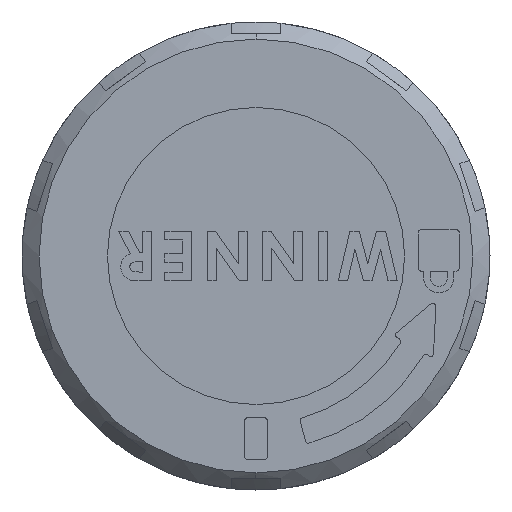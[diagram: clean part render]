
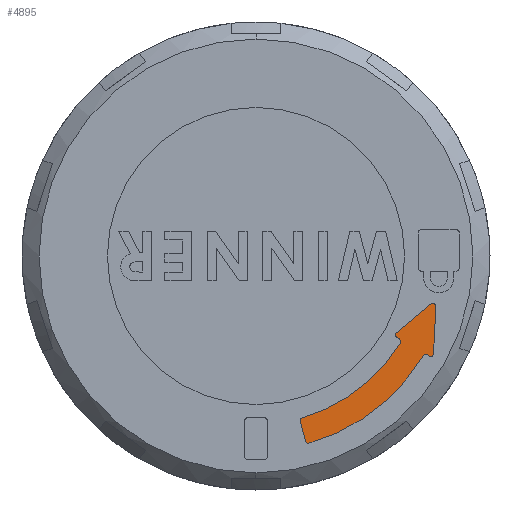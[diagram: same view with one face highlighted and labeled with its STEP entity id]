
A CAD part, left-side view. The second image highlights one B-rep face of the part: STEP entity #4895.
In plain terms, the highlighted planar face has unit normal (-1, 0, 0).
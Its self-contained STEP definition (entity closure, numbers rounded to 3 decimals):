
#89 = AXIS2_PLACEMENT_3D ( 'NONE', #2387, #8391, #11255 ) ;
#103 = DIRECTION ( 'NONE',  ( 0., 0., 1. ) ) ;
#229 = DIRECTION ( 'NONE',  ( 1., 0., 0. ) ) ;
#267 = DIRECTION ( 'NONE',  ( -1., 0., 0. ) ) ;
#671 = CARTESIAN_POINT ( 'NONE',  ( -71.74, -3.778, -14.101 ) ) ;
#678 = VERTEX_POINT ( 'NONE', #8866 ) ;
#731 = EDGE_CURVE ( 'NONE', #11859, #3830, #1646, .T. ) ;
#834 = DIRECTION ( 'NONE',  ( 0., 0.766, -0.643 ) ) ;
#953 = CARTESIAN_POINT ( 'NONE',  ( -71.74, -10.798, -6.003 ) ) ;
#1034 = EDGE_CURVE ( 'NONE', #3636, #5166, #4709, .T. ) ;
#1085 = AXIS2_PLACEMENT_3D ( 'NONE', #6381, #267, #3223 ) ;
#1095 = DIRECTION ( 'NONE',  ( -1., 0., 0. ) ) ;
#1112 = CARTESIAN_POINT ( 'NONE',  ( -71.74, -13.5, -7.458 ) ) ;
#1155 = LINE ( 'NONE', #3078, #2565 ) ;
#1312 = VERTEX_POINT ( 'NONE', #2873 ) ;
#1545 = DIRECTION ( 'NONE',  ( 0., 0., 1. ) ) ;
#1585 = CIRCLE ( 'NONE', #2669, 0.2 ) ;
#1590 = LINE ( 'NONE', #6774, #2849 ) ;
#1646 = CIRCLE ( 'NONE', #6503, 0.25 ) ;
#1665 = ORIENTED_EDGE ( 'NONE', *, *, #11409, .T. ) ;
#1674 = EDGE_CURVE ( 'NONE', #5992, #3636, #8311, .T. ) ;
#1702 = EDGE_CURVE ( 'NONE', #9904, #678, #9237, .T. ) ;
#1771 = AXIS2_PLACEMENT_3D ( 'NONE', #3178, #1095, #103 ) ;
#1789 = CARTESIAN_POINT ( 'NONE',  ( -71.74, -3.364, -12.556 ) ) ;
#1830 = DIRECTION ( 'NONE',  ( 0., -0.052, 0.999 ) ) ;
#2096 = ORIENTED_EDGE ( 'NONE', *, *, #4630, .T. ) ;
#2205 = VECTOR ( 'NONE', #1830, 1000. ) ;
#2302 = DIRECTION ( 'NONE',  ( -1., 0., 0. ) ) ;
#2366 = CARTESIAN_POINT ( 'NONE',  ( -71.74, -12.907, -7.74 ) ) ;
#2387 = CARTESIAN_POINT ( 'NONE',  ( -71.74, -13.438, -3.853 ) ) ;
#2390 = EDGE_CURVE ( 'NONE', #4545, #11859, #4238, .T. ) ;
#2425 = EDGE_CURVE ( 'NONE', #9112, #3918, #6246, .T. ) ;
#2565 = VECTOR ( 'NONE', #9941, 1000. ) ;
#2572 = VERTEX_POINT ( 'NONE', #5553 ) ;
#2589 = EDGE_CURVE ( 'NONE', #2572, #3374, #1155, .T. ) ;
#2669 = AXIS2_PLACEMENT_3D ( 'NONE', #11555, #7703, #5599 ) ;
#2688 = AXIS2_PLACEMENT_3D ( 'NONE', #2366, #229, #6236 ) ;
#2849 = VECTOR ( 'NONE', #834, 1000. ) ;
#2873 = CARTESIAN_POINT ( 'NONE',  ( -71.74, -10.67, -5.85 ) ) ;
#2876 = ORIENTED_EDGE ( 'NONE', *, *, #731, .T. ) ;
#3078 = CARTESIAN_POINT ( 'NONE',  ( -71.74, -10.698, -6.177 ) ) ;
#3178 = CARTESIAN_POINT ( 'NONE',  ( -71.74, -13.438, -3.853 ) ) ;
#3223 = DIRECTION ( 'NONE',  ( 0., 0., 1. ) ) ;
#3374 = VERTEX_POINT ( 'NONE', #6486 ) ;
#3543 = CIRCLE ( 'NONE', #3748, 0.2 ) ;
#3636 = VERTEX_POINT ( 'NONE', #6471 ) ;
#3674 = AXIS2_PLACEMENT_3D ( 'NONE', #10267, #2302, #9182 ) ;
#3748 = AXIS2_PLACEMENT_3D ( 'NONE', #953, #9034, #10017 ) ;
#3795 = VERTEX_POINT ( 'NONE', #6482 ) ;
#3830 = VERTEX_POINT ( 'NONE', #10042 ) ;
#3918 = VERTEX_POINT ( 'NONE', #1112 ) ;
#3947 = DIRECTION ( 'NONE',  ( 0., 0., -1. ) ) ;
#4132 = AXIS2_PLACEMENT_3D ( 'NONE', #9429, #11453, #1545 ) ;
#4186 = CIRCLE ( 'NONE', #89, 0.25 ) ;
#4214 = DIRECTION ( 'NONE',  ( 0., -0.866, -0.5 ) ) ;
#4238 = CIRCLE ( 'NONE', #2688, 0.25 ) ;
#4545 = VERTEX_POINT ( 'NONE', #10220 ) ;
#4630 = EDGE_CURVE ( 'NONE', #12316, #12214, #1585, .T. ) ;
#4709 = CIRCLE ( 'NONE', #3674, 0.2 ) ;
#4809 = CARTESIAN_POINT ( 'NONE',  ( -71.74, -12.907, -7.74 ) ) ;
#4895 = ADVANCED_FACE ( 'NONE', ( #8747 ), #12270, .T. ) ;
#5089 = AXIS2_PLACEMENT_3D ( 'NONE', #6898, #8913, #3947 ) ;
#5147 = LINE ( 'NONE', #7216, #12747 ) ;
#5166 = VERTEX_POINT ( 'NONE', #1789 ) ;
#5548 = ORIENTED_EDGE ( 'NONE', *, *, #1674, .T. ) ;
#5553 = CARTESIAN_POINT ( 'NONE',  ( -71.74, -10.698, -6.177 ) ) ;
#5599 = DIRECTION ( 'NONE',  ( 0., 0., 1. ) ) ;
#5907 = DIRECTION ( 'NONE',  ( 0., 0., 1. ) ) ;
#5992 = VERTEX_POINT ( 'NONE', #11629 ) ;
#6134 = ORIENTED_EDGE ( 'NONE', *, *, #2589, .T. ) ;
#6236 = DIRECTION ( 'NONE',  ( 0., 0., 1. ) ) ;
#6246 = CIRCLE ( 'NONE', #4132, 0.2 ) ;
#6271 = ORIENTED_EDGE ( 'NONE', *, *, #8663, .T. ) ;
#6328 = ORIENTED_EDGE ( 'NONE', *, *, #12191, .T. ) ;
#6381 = CARTESIAN_POINT ( 'NONE',  ( -71.74, -12.907, -7.74 ) ) ;
#6471 = CARTESIAN_POINT ( 'NONE',  ( -71.74, -3.503, -12.311 ) ) ;
#6482 = CARTESIAN_POINT ( 'NONE',  ( -71.74, -13.688, -3.866 ) ) ;
#6486 = CARTESIAN_POINT ( 'NONE',  ( -71.74, -10.866, -6.274 ) ) ;
#6503 = AXIS2_PLACEMENT_3D ( 'NONE', #4809, #12693, #6709 ) ;
#6709 = DIRECTION ( 'NONE',  ( 0., 0., 1. ) ) ;
#6763 = CARTESIAN_POINT ( 'NONE',  ( -71.74, -13.5, -7.458 ) ) ;
#6774 = CARTESIAN_POINT ( 'NONE',  ( -71.74, -13.278, -3.662 ) ) ;
#6898 = CARTESIAN_POINT ( 'NONE',  ( -71.74, 0., 0. ) ) ;
#7052 = EDGE_CURVE ( 'NONE', #12214, #4545, #11758, .T. ) ;
#7216 = CARTESIAN_POINT ( 'NONE',  ( -71.74, -13.032, -7.524 ) ) ;
#7222 = DIRECTION ( 'NONE',  ( 0., 0., 1. ) ) ;
#7421 = ORIENTED_EDGE ( 'NONE', *, *, #2425, .T. ) ;
#7503 = CIRCLE ( 'NONE', #11344, 0.25 ) ;
#7703 = DIRECTION ( 'NONE',  ( -1., 0., 0. ) ) ;
#7707 = EDGE_LOOP ( 'NONE', ( #9714, #2876, #9108, #7421, #6271, #6328, #10365, #11261, #8452, #6134, #10451, #5548, #7888, #1665, #2096, #11833 ) ) ;
#7713 = EDGE_CURVE ( 'NONE', #1312, #2572, #3543, .T. ) ;
#7888 = ORIENTED_EDGE ( 'NONE', *, *, #1034, .T. ) ;
#8059 = CARTESIAN_POINT ( 'NONE',  ( -71.74, -3.364, -12.556 ) ) ;
#8251 = VECTOR ( 'NONE', #10176, 1000. ) ;
#8311 = CIRCLE ( 'NONE', #5089, 12.8 ) ;
#8387 = CARTESIAN_POINT ( 'NONE',  ( -71.74, 0., 0. ) ) ;
#8391 = DIRECTION ( 'NONE',  ( -1., 0., 0. ) ) ;
#8429 = EDGE_CURVE ( 'NONE', #3830, #9112, #5147, .T. ) ;
#8452 = ORIENTED_EDGE ( 'NONE', *, *, #7713, .T. ) ;
#8663 = EDGE_CURVE ( 'NONE', #3918, #3795, #10881, .T. ) ;
#8684 = AXIS2_PLACEMENT_3D ( 'NONE', #8387, #9317, #7222 ) ;
#8747 = FACE_OUTER_BOUND ( 'NONE', #7707, .T. ) ;
#8866 = CARTESIAN_POINT ( 'NONE',  ( -71.74, -13.278, -3.662 ) ) ;
#8913 = DIRECTION ( 'NONE',  ( 1., 0., 0. ) ) ;
#9034 = DIRECTION ( 'NONE',  ( -1., 0., 0. ) ) ;
#9108 = ORIENTED_EDGE ( 'NONE', *, *, #8429, .T. ) ;
#9112 = VERTEX_POINT ( 'NONE', #10884 ) ;
#9182 = DIRECTION ( 'NONE',  ( 0., 0., -1. ) ) ;
#9237 = CIRCLE ( 'NONE', #1771, 0.25 ) ;
#9317 = DIRECTION ( 'NONE',  ( -1., 0., 0. ) ) ;
#9429 = CARTESIAN_POINT ( 'NONE',  ( -71.74, -13.3, -7.448 ) ) ;
#9712 = CARTESIAN_POINT ( 'NONE',  ( -71.74, -12.907, -7.49 ) ) ;
#9714 = ORIENTED_EDGE ( 'NONE', *, *, #2390, .T. ) ;
#9904 = VERTEX_POINT ( 'NONE', #10445 ) ;
#9941 = DIRECTION ( 'NONE',  ( 0., -0.866, -0.5 ) ) ;
#10017 = DIRECTION ( 'NONE',  ( 0., 0., 1. ) ) ;
#10042 = CARTESIAN_POINT ( 'NONE',  ( -71.74, -13.032, -7.524 ) ) ;
#10052 = EDGE_CURVE ( 'NONE', #3374, #5992, #7503, .T. ) ;
#10176 = DIRECTION ( 'NONE',  ( 0., -0.259, -0.966 ) ) ;
#10220 = CARTESIAN_POINT ( 'NONE',  ( -71.74, -12.692, -7.612 ) ) ;
#10267 = CARTESIAN_POINT ( 'NONE',  ( -71.74, -3.557, -12.504 ) ) ;
#10365 = ORIENTED_EDGE ( 'NONE', *, *, #1702, .T. ) ;
#10445 = CARTESIAN_POINT ( 'NONE',  ( -71.74, -13.438, -3.603 ) ) ;
#10451 = ORIENTED_EDGE ( 'NONE', *, *, #10052, .T. ) ;
#10557 = EDGE_CURVE ( 'NONE', #678, #1312, #1590, .T. ) ;
#10881 = LINE ( 'NONE', #6763, #2205 ) ;
#10884 = CARTESIAN_POINT ( 'NONE',  ( -71.74, -13.2, -7.621 ) ) ;
#10902 = CARTESIAN_POINT ( 'NONE',  ( -71.74, -10.741, -6.49 ) ) ;
#11255 = DIRECTION ( 'NONE',  ( 0., 0., 1. ) ) ;
#11261 = ORIENTED_EDGE ( 'NONE', *, *, #10557, .T. ) ;
#11344 = AXIS2_PLACEMENT_3D ( 'NONE', #10902, #11902, #5907 ) ;
#11409 = EDGE_CURVE ( 'NONE', #5166, #12316, #11953, .T. ) ;
#11453 = DIRECTION ( 'NONE',  ( -1., 0., 0. ) ) ;
#11555 = CARTESIAN_POINT ( 'NONE',  ( -71.74, -3.972, -14.049 ) ) ;
#11629 = CARTESIAN_POINT ( 'NONE',  ( -71.74, -10.955, -6.62 ) ) ;
#11758 = CIRCLE ( 'NONE', #8684, 14.8 ) ;
#11833 = ORIENTED_EDGE ( 'NONE', *, *, #7052, .T. ) ;
#11859 = VERTEX_POINT ( 'NONE', #9712 ) ;
#11902 = DIRECTION ( 'NONE',  ( 1., 0., 0. ) ) ;
#11953 = LINE ( 'NONE', #8059, #8251 ) ;
#12191 = EDGE_CURVE ( 'NONE', #3795, #9904, #4186, .T. ) ;
#12214 = VERTEX_POINT ( 'NONE', #12253 ) ;
#12253 = CARTESIAN_POINT ( 'NONE',  ( -71.74, -4.026, -14.242 ) ) ;
#12270 = PLANE ( 'NONE',  #1085 ) ;
#12316 = VERTEX_POINT ( 'NONE', #671 ) ;
#12693 = DIRECTION ( 'NONE',  ( 1., 0., 0. ) ) ;
#12747 = VECTOR ( 'NONE', #4214, 1000. ) ;
